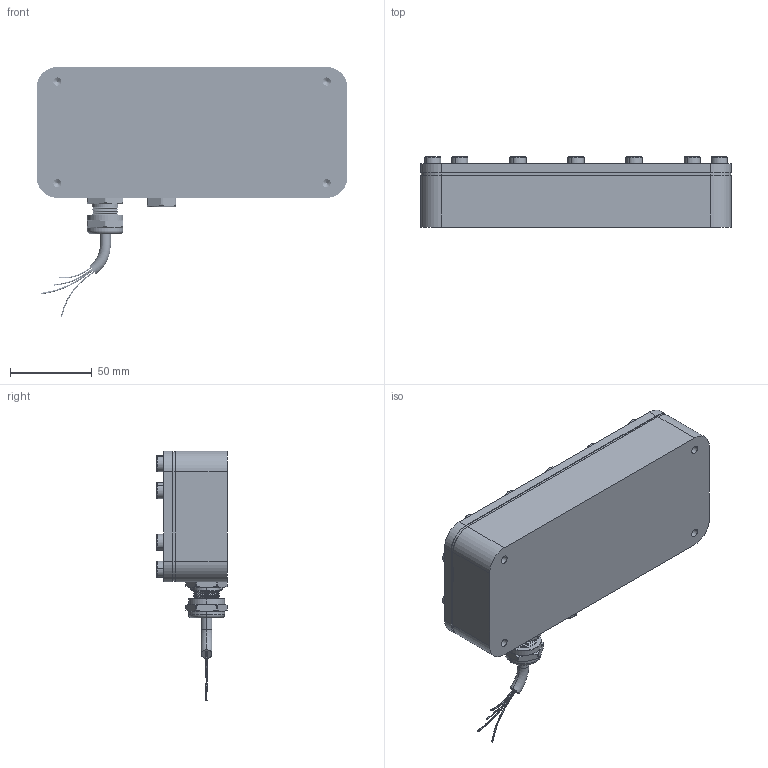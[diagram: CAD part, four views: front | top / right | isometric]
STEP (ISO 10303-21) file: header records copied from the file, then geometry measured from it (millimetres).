
FILE_DESCRIPTION (( 'STEP AP203' ), '1' );
FILE_NAME ('RBL1-06-IP69K.step', '2024-10-11T15:02:45', ( '' ), ( '' ), 'SwSTEP 2.0', 'SolidWorks 2024', '' );
FILE_SCHEMA (( 'CONFIG_CONTROL_DESIGN' ));
Length unit declared in the file: inch
Products named in the file (11): CC-RBL_CC-RBL-06; 9247; CCK-RBL_CCK-RBL-06; EN-RBL-IP69K_EN-RBL1-06-IP69K; DF-RBL_DF-RBL-06; GS-RBL_GS-RBL-06; RBL1-06-IP69K; 15128_15128; 7329; 11484_11484; 51804
Assembly tree (36 placements, depth 3):
  RBL1-06-IP69K
    EN-RBL-IP69K_EN-RBL1-06-IP69K
    CCK-RBL_CCK-RBL-06
      CC-RBL_CC-RBL-06
      GS-RBL_GS-RBL-06
      11484_11484  x14
      51804  x14
    DF-RBL_DF-RBL-06
    15128_15128
    9247
    7329
Bounding box: 190 x 43.22 x 152.83 mm (x, y, z)
Volume: 369882.1 mm3; surface area: 145351.4 mm2
Topology: 37 solids, 38 shells, 1723 faces, 4127 edges, 2560 vertices
Faces by surface type: cylinder 627, plane 531, cone 377, bspline 140, torus 48
Entity records: 35843 total; most frequent: CARTESIAN_POINT 14041, ORIENTED_EDGE 4204, DIRECTION 3927, EDGE_CURVE 2102, VERTEX_POINT 1351, AXIS2_PLACEMENT_3D 1349, LINE 1229, VECTOR 1229
